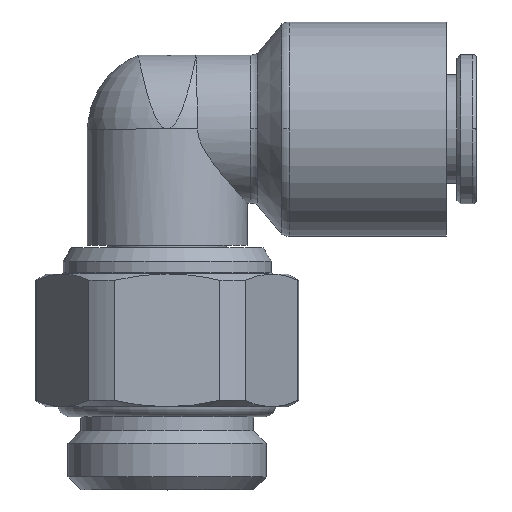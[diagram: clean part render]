
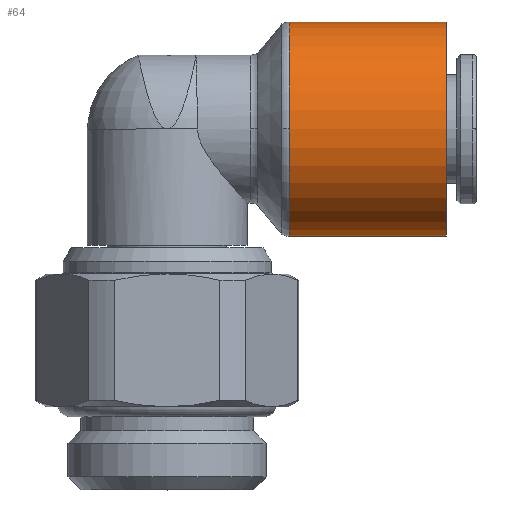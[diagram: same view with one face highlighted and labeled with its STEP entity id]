
A CAD part, top view. The second image highlights one B-rep face of the part: STEP entity #64.
In plain terms, the highlighted cylindrical face has radius 7.1 mm (diameter 14.2 mm), a partial arc.
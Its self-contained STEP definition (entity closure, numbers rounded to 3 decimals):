
#64=ADVANCED_FACE('',(#172),#173,.T.);
#172=FACE_OUTER_BOUND('',#358,.T.);
#173=CYLINDRICAL_SURFACE('',#359,7.1);
#358=EDGE_LOOP('',(#636,#637,#638,#639,#640));
#359=AXIS2_PLACEMENT_3D('',#641,#642,#643);
#636=ORIENTED_EDGE('',*,*,#1267,.F.);
#637=ORIENTED_EDGE('',*,*,#1268,.T.);
#638=ORIENTED_EDGE('',*,*,#1269,.T.);
#639=ORIENTED_EDGE('',*,*,#1270,.F.);
#640=ORIENTED_EDGE('',*,*,#1271,.F.);
#641=CARTESIAN_POINT('',(13.296,23.912,0.0));
#642=DIRECTION('',(1.0,0.0,0.0));
#643=DIRECTION('',(0.0,1.0,0.0));
#1267=EDGE_CURVE('',#1534,#1535,#1536,.T.);
#1268=EDGE_CURVE('',#1534,#1537,#1538,.T.);
#1269=EDGE_CURVE('',#1537,#1539,#1540,.T.);
#1270=EDGE_CURVE('',#1541,#1539,#1542,.T.);
#1271=EDGE_CURVE('',#1535,#1541,#1543,.T.);
#1534=VERTEX_POINT('',#2154);
#1535=VERTEX_POINT('',#2155);
#1536=LINE('',#2156,#2157);
#1537=VERTEX_POINT('',#2158);
#1538=CIRCLE('',#2159,7.1);
#1539=VERTEX_POINT('',#2160);
#1540=CIRCLE('',#2161,7.1);
#1541=VERTEX_POINT('',#2162);
#1542=LINE('',#2163,#2164);
#1543=CIRCLE('',#2165,7.1);
#2154=CARTESIAN_POINT('',(8.093,31.012,0.0));
#2155=CARTESIAN_POINT('',(18.5,31.012,0.0));
#2156=CARTESIAN_POINT('',(13.296,31.012,0.));
#2157=VECTOR('',#3012,1.0);
#2158=CARTESIAN_POINT('',(8.093,23.912,7.1));
#2159=AXIS2_PLACEMENT_3D('',#3013,#3014,#3015);
#2160=CARTESIAN_POINT('',(8.093,16.812,0.));
#2161=AXIS2_PLACEMENT_3D('',#3016,#3017,#3018);
#2162=CARTESIAN_POINT('',(18.5,16.812,0.));
#2163=CARTESIAN_POINT('',(13.296,16.812,0.));
#2164=VECTOR('',#3019,1.0);
#2165=AXIS2_PLACEMENT_3D('',#3020,#3021,#3022);
#3012=DIRECTION('',(1.0,0.0,0.0));
#3013=CARTESIAN_POINT('',(8.093,23.912,0.0));
#3014=DIRECTION('',(1.0,0.0,0.0));
#3015=DIRECTION('',(0.0,1.0,0.0));
#3016=CARTESIAN_POINT('',(8.093,23.912,0.0));
#3017=DIRECTION('',(1.0,0.0,0.0));
#3018=DIRECTION('',(0.0,1.0,0.0));
#3019=DIRECTION('',(-1.0,-0.0,-0.0));
#3020=CARTESIAN_POINT('',(18.5,23.912,0.0));
#3021=DIRECTION('',(1.0,0.0,0.0));
#3022=DIRECTION('',(0.0,1.0,0.0));
